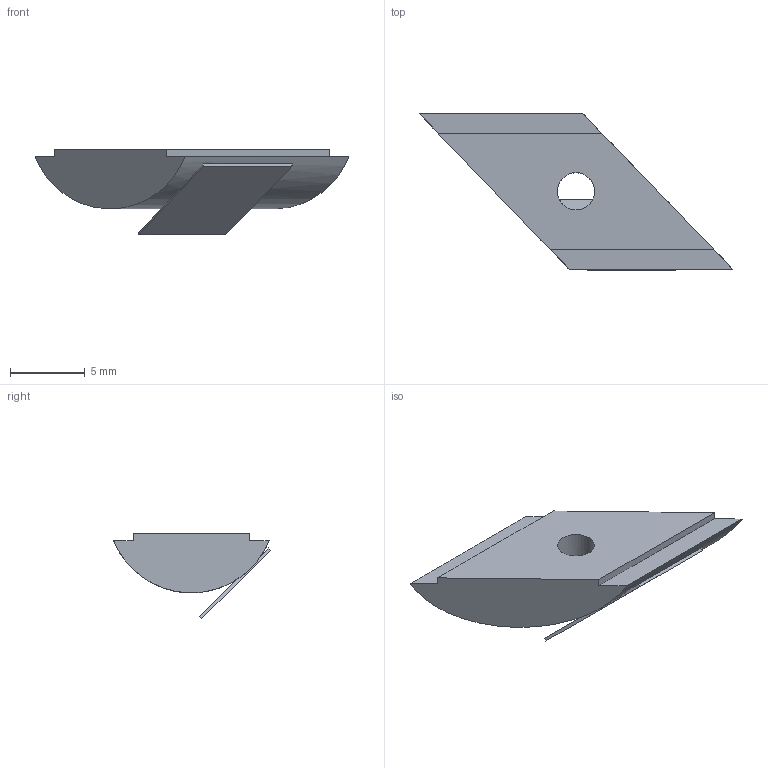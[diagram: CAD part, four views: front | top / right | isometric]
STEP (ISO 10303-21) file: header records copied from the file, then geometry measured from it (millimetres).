
FILE_DESCRIPTION (( 'STEP AP203' ), '1' );
FILE_NAME ('D31-30.STEP', '2018-04-02T16:43:50', ( 'User2' ), ( '' ), 'SwSTEP 2.0', 'SolidWorks 2007', '' );
FILE_SCHEMA (( 'CONFIG_CONTROL_DESIGN' ));
Length unit declared in the file: millimetre
Products named in the file (1): D31-30
Bounding box: 21.07 x 10.53 x 5.73 mm (x, y, z)
Volume: 320.7 mm3; surface area: 431 mm2
Topology: 1 solids, 1 shells, 20 faces, 51 edges, 34 vertices
Faces by surface type: plane 17, cylinder 3
Entity records: 713 total; most frequent: CARTESIAN_POINT 159, ORIENTED_EDGE 102, DIRECTION 88, EDGE_CURVE 51, VECTOR 42, LINE 42, VERTEX_POINT 34, AXIS2_PLACEMENT_3D 23
